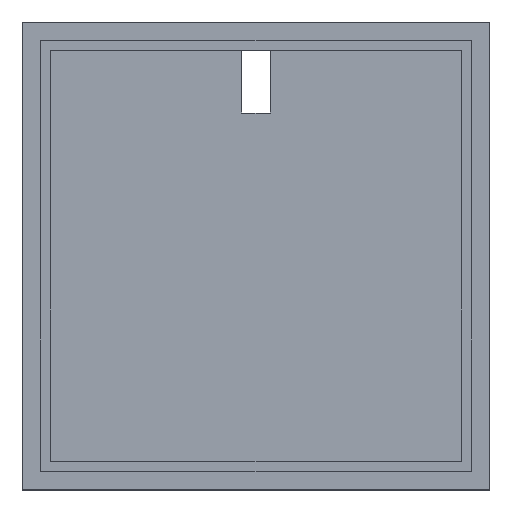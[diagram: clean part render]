
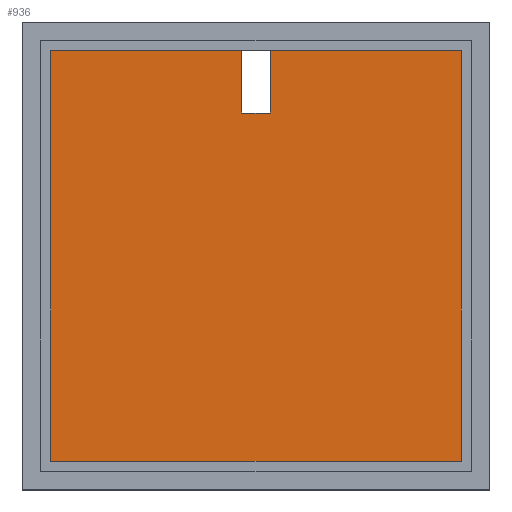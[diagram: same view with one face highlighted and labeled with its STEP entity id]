
A CAD part, top view. The second image highlights one B-rep face of the part: STEP entity #936.
In plain terms, the highlighted planar face has unit normal (0, 0, 1).
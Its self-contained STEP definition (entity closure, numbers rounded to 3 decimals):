
#166 = VERTEX_POINT('',#167);
#167 = CARTESIAN_POINT('',(72.5,72.5,3.5));
#173 = EDGE_CURVE('',#166,#174,#176,.T.);
#174 = VERTEX_POINT('',#175);
#175 = CARTESIAN_POINT('',(5.,72.5,3.5));
#176 = LINE('',#177,#178);
#177 = CARTESIAN_POINT('',(72.5,72.5,3.5));
#178 = VECTOR('',#179,1.);
#179 = DIRECTION('',(-1.,0.,0.));
#198 = VERTEX_POINT('',#199);
#199 = CARTESIAN_POINT('',(-5.,72.5,3.5));
#205 = EDGE_CURVE('',#198,#206,#208,.T.);
#206 = VERTEX_POINT('',#207);
#207 = CARTESIAN_POINT('',(-72.5,72.5,3.5));
#208 = LINE('',#209,#210);
#209 = CARTESIAN_POINT('',(72.5,72.5,3.5));
#210 = VECTOR('',#211,1.);
#211 = DIRECTION('',(-1.,0.,0.));
#605 = VERTEX_POINT('',#606);
#606 = CARTESIAN_POINT('',(72.5,-72.5,3.5));
#612 = EDGE_CURVE('',#605,#166,#613,.T.);
#613 = LINE('',#614,#615);
#614 = CARTESIAN_POINT('',(72.5,-72.5,3.5));
#615 = VECTOR('',#616,1.);
#616 = DIRECTION('',(0.,1.,0.));
#773 = EDGE_CURVE('',#206,#774,#776,.T.);
#774 = VERTEX_POINT('',#775);
#775 = CARTESIAN_POINT('',(-72.5,-72.5,3.5));
#776 = LINE('',#777,#778);
#777 = CARTESIAN_POINT('',(-72.5,72.5,3.5));
#778 = VECTOR('',#779,1.);
#779 = DIRECTION('',(0.,-1.,0.));
#936 = ADVANCED_FACE('',(#937),#971,.T.);
#937 = FACE_BOUND('',#938,.T.);
#938 = EDGE_LOOP('',(#939,#940,#946,#947,#948,#956,#964,#970));
#939 = ORIENTED_EDGE('',*,*,#773,.T.);
#940 = ORIENTED_EDGE('',*,*,#941,.T.);
#941 = EDGE_CURVE('',#774,#605,#942,.T.);
#942 = LINE('',#943,#944);
#943 = CARTESIAN_POINT('',(-72.5,-72.5,3.5));
#944 = VECTOR('',#945,1.);
#945 = DIRECTION('',(1.,0.,0.));
#946 = ORIENTED_EDGE('',*,*,#612,.T.);
#947 = ORIENTED_EDGE('',*,*,#173,.T.);
#948 = ORIENTED_EDGE('',*,*,#949,.F.);
#949 = EDGE_CURVE('',#950,#174,#952,.T.);
#950 = VERTEX_POINT('',#951);
#951 = CARTESIAN_POINT('',(5.,50.5,3.5));
#952 = LINE('',#953,#954);
#953 = CARTESIAN_POINT('',(5.,41.25,3.5));
#954 = VECTOR('',#955,1.);
#955 = DIRECTION('',(0.,1.,0.));
#956 = ORIENTED_EDGE('',*,*,#957,.T.);
#957 = EDGE_CURVE('',#950,#958,#960,.T.);
#958 = VERTEX_POINT('',#959);
#959 = CARTESIAN_POINT('',(-5.,50.5,3.5));
#960 = LINE('',#961,#962);
#961 = CARTESIAN_POINT('',(0.,50.5,3.5));
#962 = VECTOR('',#963,1.);
#963 = DIRECTION('',(-1.,0.,0.));
#964 = ORIENTED_EDGE('',*,*,#965,.F.);
#965 = EDGE_CURVE('',#198,#958,#966,.T.);
#966 = LINE('',#967,#968);
#967 = CARTESIAN_POINT('',(-5.,41.25,3.5));
#968 = VECTOR('',#969,1.);
#969 = DIRECTION('',(0.,-1.,0.));
#970 = ORIENTED_EDGE('',*,*,#205,.T.);
#971 = PLANE('',#972);
#972 = AXIS2_PLACEMENT_3D('',#973,#974,#975);
#973 = CARTESIAN_POINT('',(0.,0.,3.5));
#974 = DIRECTION('',(0.,0.,1.));
#975 = DIRECTION('',(1.,0.,0.));
